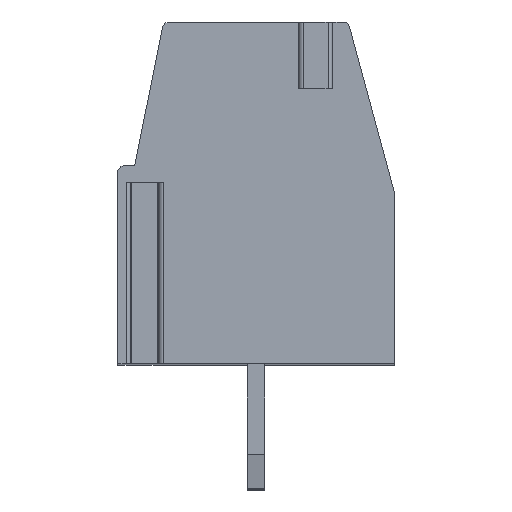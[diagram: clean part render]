
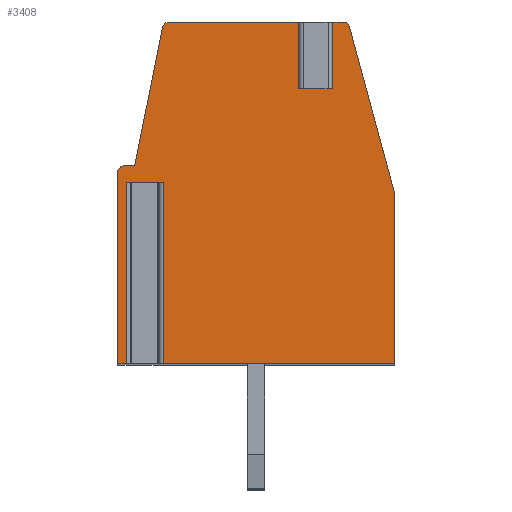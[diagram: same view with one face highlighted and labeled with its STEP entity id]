
A CAD part, top view. The second image highlights one B-rep face of the part: STEP entity #3408.
In plain terms, the highlighted planar face has unit normal (0, 0, 1).
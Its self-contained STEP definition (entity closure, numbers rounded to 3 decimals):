
#13=DIRECTION('',(-1.,0.,0.));
#14=VECTOR('',#13,1.07);
#15=CARTESIAN_POINT('',(-2.72,0.3,22.86));
#16=LINE('',#15,#14);
#17=DIRECTION('',(0.,-1.,0.));
#18=VECTOR('',#17,5.3);
#19=CARTESIAN_POINT('',(-3.79,0.3,22.86));
#20=LINE('',#19,#18);
#21=DIRECTION('',(1.,0.,0.));
#22=VECTOR('',#21,0.26);
#23=CARTESIAN_POINT('',(-4.05,-5.,22.86));
#24=LINE('',#23,#22);
#25=DIRECTION('',(0.,-1.,0.));
#26=VECTOR('',#25,5.6);
#27=CARTESIAN_POINT('',(-4.05,0.6,22.86));
#28=LINE('',#27,#26);
#29=CARTESIAN_POINT('',(-3.85,0.6,22.86));
#30=DIRECTION('',(0.,0.,1.));
#31=DIRECTION('',(0.,1.,0.));
#32=AXIS2_PLACEMENT_3D('',#29,#30,#31);
#34=DIRECTION('',(-1.,0.,0.));
#35=VECTOR('',#34,0.3);
#36=CARTESIAN_POINT('',(-3.55,0.8,22.86));
#37=LINE('',#36,#35);
#38=DIRECTION('',(-0.198,-0.98,0.));
#39=VECTOR('',#38,4.122);
#40=CARTESIAN_POINT('',(-2.732,4.84,22.86));
#41=LINE('',#40,#39);
#42=CARTESIAN_POINT('',(-2.536,4.8,22.86));
#43=DIRECTION('',(0.,0.,1.));
#44=DIRECTION('',(0.,1.,0.));
#45=AXIS2_PLACEMENT_3D('',#42,#43,#44);
#47=DIRECTION('',(-1.,0.,0.));
#48=VECTOR('',#47,3.981);
#49=CARTESIAN_POINT('',(1.445,5.,22.86));
#50=LINE('',#49,#48);
#51=DIRECTION('',(0.,-1.,0.));
#52=VECTOR('',#51,1.95);
#53=CARTESIAN_POINT('',(1.445,5.,22.86));
#54=LINE('',#53,#52);
#55=DIRECTION('',(-1.,0.,0.));
#56=VECTOR('',#55,0.6);
#57=CARTESIAN_POINT('',(2.045,3.05,22.86));
#58=LINE('',#57,#56);
#59=DIRECTION('',(0.,-1.,0.));
#60=VECTOR('',#59,1.95);
#61=CARTESIAN_POINT('',(2.045,5.,22.86));
#62=LINE('',#61,#60);
#63=DIRECTION('',(-1.,0.,0.));
#64=VECTOR('',#63,0.502);
#65=CARTESIAN_POINT('',(2.547,5.,22.86));
#66=LINE('',#65,#64);
#67=CARTESIAN_POINT('',(2.547,4.8,22.86));
#68=DIRECTION('',(0.,0.,1.));
#69=DIRECTION('',(0.965,0.261,0.));
#70=AXIS2_PLACEMENT_3D('',#67,#68,#69);
#72=DIRECTION('',(-0.261,0.965,0.));
#73=VECTOR('',#72,5.026);
#74=CARTESIAN_POINT('',(4.05,0.,22.86));
#75=LINE('',#74,#73);
#76=DIRECTION('',(0.,1.,0.));
#77=VECTOR('',#76,5.);
#78=CARTESIAN_POINT('',(4.05,-5.,22.86));
#79=LINE('',#78,#77);
#80=DIRECTION('',(1.,0.,0.));
#81=VECTOR('',#80,6.77);
#82=CARTESIAN_POINT('',(-2.72,-5.,22.86));
#83=LINE('',#82,#81);
#84=DIRECTION('',(0.,-1.,0.));
#85=VECTOR('',#84,5.3);
#86=CARTESIAN_POINT('',(-2.72,0.3,22.86));
#87=LINE('',#86,#85);
#2645=CARTESIAN_POINT('',(4.05,0.,22.86));
#2646=CARTESIAN_POINT('',(2.74,4.852,22.86));
#2647=VERTEX_POINT('',#2645);
#2648=VERTEX_POINT('',#2646);
#2649=CARTESIAN_POINT('',(2.547,5.,22.86));
#2650=VERTEX_POINT('',#2649);
#2651=CARTESIAN_POINT('',(-2.536,5.,22.86));
#2652=CARTESIAN_POINT('',(-2.732,4.84,22.86));
#2653=VERTEX_POINT('',#2651);
#2654=VERTEX_POINT('',#2652);
#2655=CARTESIAN_POINT('',(-3.55,0.8,22.86));
#2656=VERTEX_POINT('',#2655);
#2657=CARTESIAN_POINT('',(-3.85,0.8,22.86));
#2658=VERTEX_POINT('',#2657);
#2659=CARTESIAN_POINT('',(-4.05,0.6,22.86));
#2660=VERTEX_POINT('',#2659);
#2661=CARTESIAN_POINT('',(-4.05,-5.,22.86));
#2662=VERTEX_POINT('',#2661);
#2663=CARTESIAN_POINT('',(4.05,-5.,22.86));
#2664=VERTEX_POINT('',#2663);
#2725=CARTESIAN_POINT('',(2.045,3.05,22.86));
#2726=CARTESIAN_POINT('',(1.445,3.05,22.86));
#2727=VERTEX_POINT('',#2725);
#2728=VERTEX_POINT('',#2726);
#2729=CARTESIAN_POINT('',(1.445,5.,22.86));
#2730=VERTEX_POINT('',#2729);
#2731=CARTESIAN_POINT('',(2.045,5.,22.86));
#2732=VERTEX_POINT('',#2731);
#2745=CARTESIAN_POINT('',(-2.72,0.3,22.86));
#2746=CARTESIAN_POINT('',(-3.79,0.3,22.86));
#2747=VERTEX_POINT('',#2745);
#2748=VERTEX_POINT('',#2746);
#2749=CARTESIAN_POINT('',(-2.72,-5.,22.86));
#2750=VERTEX_POINT('',#2749);
#2751=CARTESIAN_POINT('',(-3.79,-5.,22.86));
#2752=VERTEX_POINT('',#2751);
#3365=CARTESIAN_POINT('',(0.,0.,22.86));
#3366=DIRECTION('',(0.,0.,1.));
#3367=DIRECTION('',(1.,0.,0.));
#3368=AXIS2_PLACEMENT_3D('',#3365,#3366,#3367);
#3369=PLANE('',#3368);
#3371=ORIENTED_EDGE('',*,*,#3370,.T.);
#3373=ORIENTED_EDGE('',*,*,#3372,.T.);
#3375=ORIENTED_EDGE('',*,*,#3374,.F.);
#3377=ORIENTED_EDGE('',*,*,#3376,.F.);
#3379=ORIENTED_EDGE('',*,*,#3378,.F.);
#3381=ORIENTED_EDGE('',*,*,#3380,.F.);
#3383=ORIENTED_EDGE('',*,*,#3382,.F.);
#3385=ORIENTED_EDGE('',*,*,#3384,.F.);
#3387=ORIENTED_EDGE('',*,*,#3386,.F.);
#3389=ORIENTED_EDGE('',*,*,#3388,.T.);
#3391=ORIENTED_EDGE('',*,*,#3390,.F.);
#3393=ORIENTED_EDGE('',*,*,#3392,.F.);
#3395=ORIENTED_EDGE('',*,*,#3394,.F.);
#3397=ORIENTED_EDGE('',*,*,#3396,.F.);
#3399=ORIENTED_EDGE('',*,*,#3398,.F.);
#3401=ORIENTED_EDGE('',*,*,#3400,.F.);
#3403=ORIENTED_EDGE('',*,*,#3402,.F.);
#3405=ORIENTED_EDGE('',*,*,#3404,.F.);
#3406=EDGE_LOOP('',(#3371,#3373,#3375,#3377,#3379,#3381,#3383,#3385,#3387,#3389,
#3391,#3393,#3395,#3397,#3399,#3401,#3403,#3405));
#3407=FACE_OUTER_BOUND('',#3406,.F.);
#33=CIRCLE('',#32,0.2);
#46=CIRCLE('',#45,0.2);
#71=CIRCLE('',#70,0.2);
#3370=EDGE_CURVE('',#2747,#2748,#16,.T.);
#3372=EDGE_CURVE('',#2748,#2752,#20,.T.);
#3374=EDGE_CURVE('',#2662,#2752,#24,.T.);
#3376=EDGE_CURVE('',#2660,#2662,#28,.T.);
#3378=EDGE_CURVE('',#2658,#2660,#33,.T.);
#3380=EDGE_CURVE('',#2656,#2658,#37,.T.);
#3382=EDGE_CURVE('',#2654,#2656,#41,.T.);
#3384=EDGE_CURVE('',#2653,#2654,#46,.T.);
#3386=EDGE_CURVE('',#2730,#2653,#50,.T.);
#3388=EDGE_CURVE('',#2730,#2728,#54,.T.);
#3390=EDGE_CURVE('',#2727,#2728,#58,.T.);
#3392=EDGE_CURVE('',#2732,#2727,#62,.T.);
#3394=EDGE_CURVE('',#2650,#2732,#66,.T.);
#3396=EDGE_CURVE('',#2648,#2650,#71,.T.);
#3398=EDGE_CURVE('',#2647,#2648,#75,.T.);
#3400=EDGE_CURVE('',#2664,#2647,#79,.T.);
#3402=EDGE_CURVE('',#2750,#2664,#83,.T.);
#3404=EDGE_CURVE('',#2747,#2750,#87,.T.);
#3408=ADVANCED_FACE('',(#3407),#3369,.T.);
